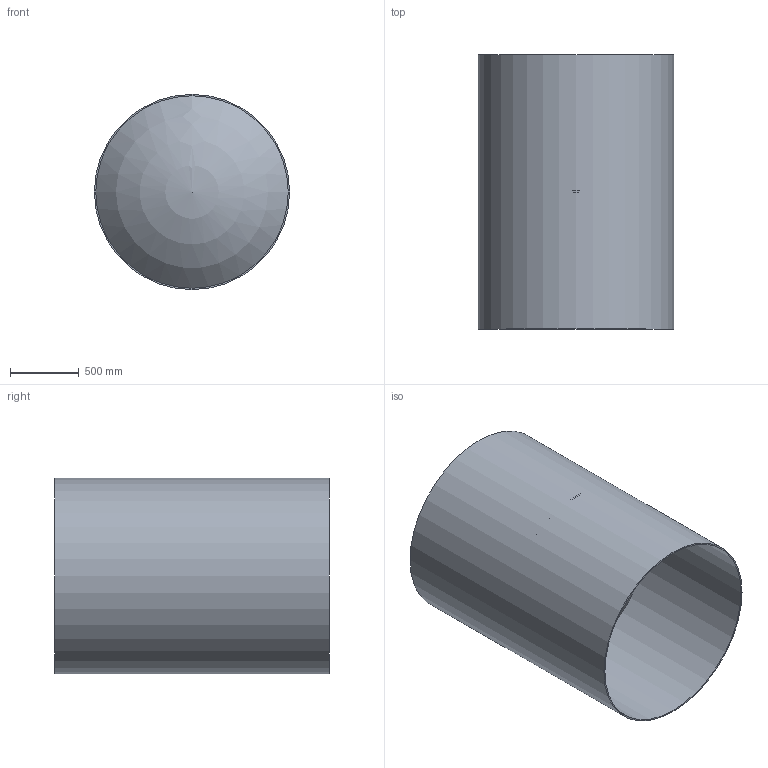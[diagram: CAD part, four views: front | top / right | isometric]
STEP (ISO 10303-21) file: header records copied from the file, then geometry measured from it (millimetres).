
FILE_DESCRIPTION(('STEP FEA test data geometry','AP203 class 6 - advancedbrep'),'2;1');
FILE_NAME('le9abrep.stp','2001-04-09 T11:00:00',('R. Goult'),('Caesar Systems','LMR Systems'),'Hand coded','Original NAFEMS data','R. Goult');
FILE_SCHEMA(('CONFIG_CONTROL_DESIGN'));
Length unit declared in the file: metre
Products named in the file (1): LE9solid
Bounding box: 1424.21 x 2000 x 1424.21 mm (x, y, z)
Volume: 77437528.7 mm3; surface area: 21478482.9 mm2
Topology: 1 solids, 1 shells, 7 faces, 15 edges, 10 vertices
Faces by surface type: cylinder 3, plane 2, sphere 2
Full cylindrical faces by diameter (mm): 1404.214 x2, 1424.214 x1
Entity records: 147 total; most frequent: ORIENTED_EDGE 12, EDGE_LOOP 12, CARTESIAN_POINT 11, FACE_BOUND 8, ADVANCED_FACE 7, VERTEX_POINT 6, CIRCLE 6, EDGE_CURVE 6
